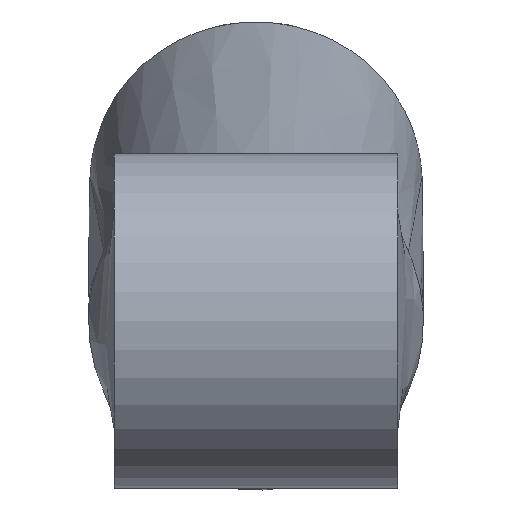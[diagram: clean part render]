
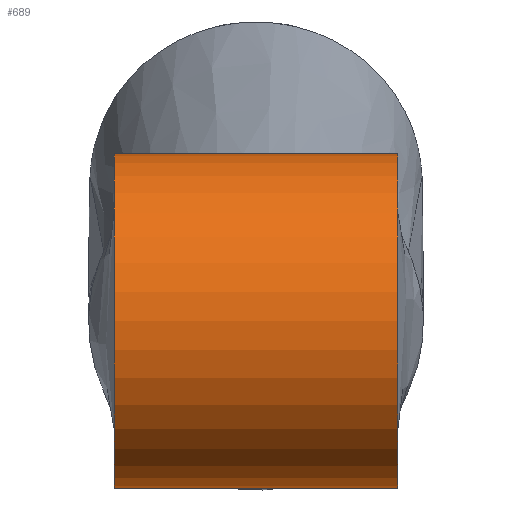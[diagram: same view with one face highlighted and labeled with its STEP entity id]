
A CAD part, top view. The second image highlights one B-rep face of the part: STEP entity #689.
In plain terms, the highlighted cylindrical face has radius 32.5 mm (diameter 65 mm), a partial arc.
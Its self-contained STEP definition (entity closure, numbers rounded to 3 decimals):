
#32=CYLINDRICAL_SURFACE('',#754,32.5);
#66=LINE('',#2154,#102);
#67=LINE('',#2158,#103);
#102=VECTOR('',#878,10.);
#103=VECTOR('',#883,10.);
#140=FACE_OUTER_BOUND('',#178,.T.);
#178=EDGE_LOOP('',(#615,#616,#617,#618));
#247=CIRCLE('',#752,32.5);
#248=CIRCLE('',#755,32.5);
#314=VERTEX_POINT('',#2146);
#315=VERTEX_POINT('',#2148);
#316=VERTEX_POINT('',#2152);
#317=VERTEX_POINT('',#2156);
#415=EDGE_CURVE('',#314,#315,#247,.T.);
#418=EDGE_CURVE('',#314,#316,#66,.T.);
#419=EDGE_CURVE('',#317,#316,#248,.T.);
#420=EDGE_CURVE('',#315,#317,#67,.T.);
#615=ORIENTED_EDGE('',*,*,#418,.T.);
#616=ORIENTED_EDGE('',*,*,#419,.F.);
#617=ORIENTED_EDGE('',*,*,#420,.F.);
#618=ORIENTED_EDGE('',*,*,#415,.F.);
#689=ADVANCED_FACE('',(#140),#32,.T.);
#752=AXIS2_PLACEMENT_3D('',#2149,#872,#873);
#754=AXIS2_PLACEMENT_3D('',#2155,#879,#880);
#755=AXIS2_PLACEMENT_3D('',#2157,#881,#882);
#872=DIRECTION('center_axis',(-1.,0.,0.));
#873=DIRECTION('ref_axis',(0.,1.,0.));
#878=DIRECTION('',(1.,0.,0.));
#879=DIRECTION('center_axis',(1.,0.,0.));
#880=DIRECTION('ref_axis',(0.,1.,0.));
#881=DIRECTION('center_axis',(1.,0.,0.));
#882=DIRECTION('ref_axis',(0.,1.,0.));
#883=DIRECTION('',(1.,0.,0.));
#2146=CARTESIAN_POINT('',(-27.5,-32.5,0.));
#2148=CARTESIAN_POINT('',(-27.5,32.5,0.));
#2149=CARTESIAN_POINT('Origin',(-27.5,0.,0.));
#2152=CARTESIAN_POINT('',(27.5,-32.5,0.));
#2154=CARTESIAN_POINT('',(0.,-32.5,0.));
#2155=CARTESIAN_POINT('Origin',(0.,0.,0.));
#2156=CARTESIAN_POINT('',(27.5,32.5,0.));
#2157=CARTESIAN_POINT('Origin',(27.5,0.,0.));
#2158=CARTESIAN_POINT('',(0.,32.5,0.));
